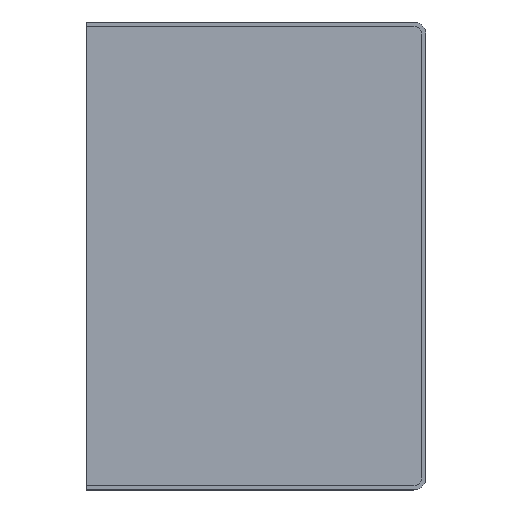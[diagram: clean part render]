
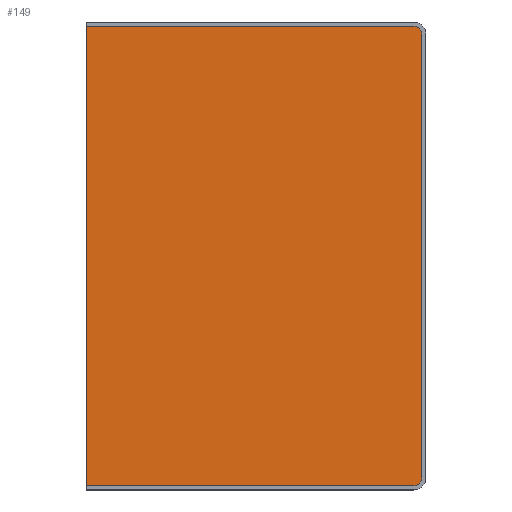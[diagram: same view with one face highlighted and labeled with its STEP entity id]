
A CAD part, top view. The second image highlights one B-rep face of the part: STEP entity #149.
In plain terms, the highlighted planar face has unit normal (0, 0, 1).
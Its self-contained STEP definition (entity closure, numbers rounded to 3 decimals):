
#13 = DIRECTION ( 'NONE',  ( -1., 0., 0. ) ) ;
#19 = LINE ( 'NONE', #100, #21 ) ;
#21 = VECTOR ( 'NONE', #203, 1000. ) ;
#44 = CARTESIAN_POINT ( 'NONE',  ( 0., 796.894, 3. ) ) ;
#56 = LINE ( 'NONE', #158, #58 ) ;
#58 = VECTOR ( 'NONE', #13, 1000. ) ;
#88 = CARTESIAN_POINT ( 'NONE',  ( 913.433, 796.894, 3. ) ) ;
#100 = CARTESIAN_POINT ( 'NONE',  ( 791.431, 968.194, 3. ) ) ;
#105 = AXIS2_PLACEMENT_3D ( 'NONE', #144, #121, #196 ) ;
#121 = DIRECTION ( 'NONE',  ( 0., 0., 1. ) ) ;
#135 = CARTESIAN_POINT ( 'NONE',  ( 916.433, 965.194, 3. ) ) ;
#137 = ORIENTED_EDGE ( 'NONE', *, *, #223, .T. ) ;
#144 = CARTESIAN_POINT ( 'NONE',  ( 0., 0., 3. ) ) ;
#149 = ADVANCED_FACE ( 'NONE', ( #407 ), #190, .T. ) ;
#158 = CARTESIAN_POINT ( 'NONE',  ( 913.433, 968.194, 3. ) ) ;
#163 = ORIENTED_EDGE ( 'NONE', *, *, #306, .T. ) ;
#174 = VERTEX_POINT ( 'NONE', #135 ) ;
#179 = EDGE_CURVE ( 'NONE', #328, #350, #424, .T. ) ;
#181 = CARTESIAN_POINT ( 'NONE',  ( 916.433, 799.894, 3. ) ) ;
#182 = EDGE_CURVE ( 'NONE', #350, #174, #427, .T. ) ;
#183 = ORIENTED_EDGE ( 'NONE', *, *, #182, .T. ) ;
#186 = LINE ( 'NONE', #44, #462 ) ;
#190 = PLANE ( 'NONE',  #105 ) ;
#196 = DIRECTION ( 'NONE',  ( 1., 0., 0. ) ) ;
#197 = VERTEX_POINT ( 'NONE', #346 ) ;
#203 = DIRECTION ( 'NONE',  ( 0., 1., 0. ) ) ;
#217 = VERTEX_POINT ( 'NONE', #266 ) ;
#223 = EDGE_CURVE ( 'NONE', #174, #254, #447, .T. ) ;
#241 = DIRECTION ( 'NONE',  ( 0., 1., 0. ) ) ;
#245 = CARTESIAN_POINT ( 'NONE',  ( 916.433, 0., 3. ) ) ;
#254 = VERTEX_POINT ( 'NONE', #349 ) ;
#266 = CARTESIAN_POINT ( 'NONE',  ( 791.431, 796.894, 3. ) ) ;
#297 = ORIENTED_EDGE ( 'NONE', *, *, #468, .F. ) ;
#303 = ORIENTED_EDGE ( 'NONE', *, *, #179, .T. ) ;
#306 = EDGE_CURVE ( 'NONE', #217, #328, #186, .T. ) ;
#307 = CARTESIAN_POINT ( 'NONE',  ( 913.433, 965.194, 3. ) ) ;
#312 = DIRECTION ( 'NONE',  ( 0., 0., 1. ) ) ;
#315 = DIRECTION ( 'NONE',  ( 1., 0., 0. ) ) ;
#327 = AXIS2_PLACEMENT_3D ( 'NONE', #436, #416, #355 ) ;
#328 = VERTEX_POINT ( 'NONE', #88 ) ;
#346 = CARTESIAN_POINT ( 'NONE',  ( 791.431, 968.194, 3. ) ) ;
#347 = ORIENTED_EDGE ( 'NONE', *, *, #440, .T. ) ;
#349 = CARTESIAN_POINT ( 'NONE',  ( 913.433, 968.194, 3. ) ) ;
#350 = VERTEX_POINT ( 'NONE', #181 ) ;
#355 = DIRECTION ( 'NONE',  ( 1., 0., 0. ) ) ;
#407 = FACE_OUTER_BOUND ( 'NONE', #453, .T. ) ;
#416 = DIRECTION ( 'NONE',  ( 0., 0., 1. ) ) ;
#424 = CIRCLE ( 'NONE', #327, 3. ) ;
#427 = LINE ( 'NONE', #245, #428 ) ;
#428 = VECTOR ( 'NONE', #241, 1000. ) ;
#436 = CARTESIAN_POINT ( 'NONE',  ( 913.433, 799.894, 3. ) ) ;
#440 = EDGE_CURVE ( 'NONE', #254, #197, #56, .T. ) ;
#447 = CIRCLE ( 'NONE', #471, 3. ) ;
#453 = EDGE_LOOP ( 'NONE', ( #347, #297, #163, #303, #183, #137 ) ) ;
#462 = VECTOR ( 'NONE', #472, 1000. ) ;
#468 = EDGE_CURVE ( 'NONE', #217, #197, #19, .T. ) ;
#471 = AXIS2_PLACEMENT_3D ( 'NONE', #307, #312, #315 ) ;
#472 = DIRECTION ( 'NONE',  ( 1., 0., 0. ) ) ;
